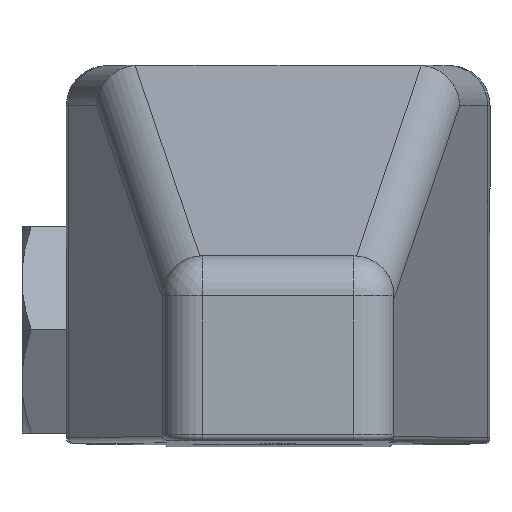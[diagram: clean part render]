
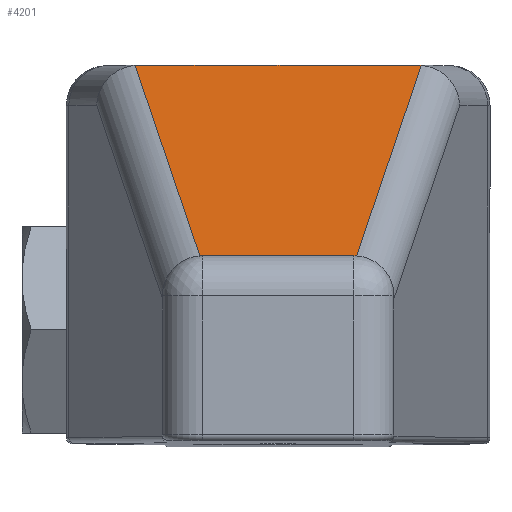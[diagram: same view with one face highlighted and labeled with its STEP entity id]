
A CAD part, top view. The second image highlights one B-rep face of the part: STEP entity #4201.
In plain terms, the highlighted planar face has unit normal (0, 0.906, 0.423).
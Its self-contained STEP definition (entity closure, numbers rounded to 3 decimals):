
#171=DIRECTION('',(-1.,0.,0.));
#172=VECTOR('',#171,11.404);
#173=CARTESIAN_POINT('',(11.557,31.115,17.518));
#174=LINE('',#173,#172);
#236=DIRECTION('',(-1.,0.,0.));
#237=VECTOR('',#236,11.404);
#238=CARTESIAN_POINT('',(-0.153,31.115,17.518));
#239=LINE('',#238,#237);
#1910=CARTESIAN_POINT('',(11.775,31.108,17.533));
#1911=CARTESIAN_POINT('',(11.703,31.113,17.523));
#1912=CARTESIAN_POINT('',(11.63,31.115,17.518));
#1913=CARTESIAN_POINT('',(11.557,31.115,17.518));
#1918=CARTESIAN_POINT('',(6.401,15.235,51.572));
#1919=CARTESIAN_POINT('',(6.342,15.238,51.565));
#1920=CARTESIAN_POINT('',(6.283,15.24,51.562));
#1921=CARTESIAN_POINT('',(6.223,15.24,51.562));
#1926=DIRECTION('',(-1.,0.,0.));
#1927=VECTOR('',#1926,12.446);
#1928=CARTESIAN_POINT('',(6.223,15.24,51.562));
#1929=LINE('',#1928,#1927);
#1933=CARTESIAN_POINT('',(-11.775,31.108,17.533));
#1934=CARTESIAN_POINT('',(-11.703,31.113,17.523));
#1935=CARTESIAN_POINT('',(-11.63,31.115,17.518));
#1936=CARTESIAN_POINT('',(-11.557,31.115,17.518));
#1941=CARTESIAN_POINT('',(0.153,31.115,17.518));
#1942=CARTESIAN_POINT('',(0.051,31.11,17.529));
#1943=CARTESIAN_POINT('',(-0.051,31.11,
17.529));
#1944=CARTESIAN_POINT('',(-0.153,31.115,17.518));
#2037=DIRECTION('',(-0.142,-0.418,0.897));
#2038=VECTOR('',#2037,37.94);
#2039=CARTESIAN_POINT('',(11.775,31.108,17.533));
#2040=LINE('',#2039,#2038);
#2162=CARTESIAN_POINT('',(-6.401,15.235,51.572));
#2163=CARTESIAN_POINT('',(-6.342,15.238,51.565));
#2164=CARTESIAN_POINT('',(-6.283,15.24,51.562));
#2165=CARTESIAN_POINT('',(-6.223,15.24,51.562));
#2192=DIRECTION('',(-0.142,0.418,-0.897));
#2193=VECTOR('',#2192,37.94);
#2194=CARTESIAN_POINT('',(-6.401,15.235,51.572));
#2195=LINE('',#2194,#2193);
#2513=CARTESIAN_POINT('',(11.557,31.115,17.518));
#2514=VERTEX_POINT('',#2513);
#2517=VERTEX_POINT('',#1910);
#2521=CARTESIAN_POINT('',(6.401,15.235,51.572));
#2522=VERTEX_POINT('',#2521);
#2525=CARTESIAN_POINT('',(6.223,15.24,51.562));
#2527=VERTEX_POINT('',#2525);
#2539=CARTESIAN_POINT('',(-6.223,15.24,51.562));
#2540=VERTEX_POINT('',#2539);
#2545=CARTESIAN_POINT('',(-6.401,15.235,51.572));
#2546=CARTESIAN_POINT('',(-11.775,31.108,17.533));
#2547=VERTEX_POINT('',#2545);
#2548=VERTEX_POINT('',#2546);
#2550=CARTESIAN_POINT('',(-11.557,31.115,17.518));
#2552=VERTEX_POINT('',#2550);
#2579=CARTESIAN_POINT('',(0.153,31.115,17.518));
#2580=VERTEX_POINT('',#2579);
#2581=CARTESIAN_POINT('',(-0.153,31.115,17.518));
#2582=VERTEX_POINT('',#2581);
#4178=CARTESIAN_POINT('',(20.948,15.24,51.562));
#4179=DIRECTION('',(0.,-0.906,-0.423));
#4180=DIRECTION('',(0.,0.423,-0.906));
#4181=AXIS2_PLACEMENT_3D('',#4178,#4179,#4180);
#4182=PLANE('',#4181);
#4184=ORIENTED_EDGE('',*,*,#4183,.F.);
#4186=ORIENTED_EDGE('',*,*,#4185,.T.);
#4188=ORIENTED_EDGE('',*,*,#4187,.T.);
#4190=ORIENTED_EDGE('',*,*,#4189,.T.);
#4192=ORIENTED_EDGE('',*,*,#4191,.F.);
#4194=ORIENTED_EDGE('',*,*,#4193,.T.);
#4195=ORIENTED_EDGE('',*,*,#4168,.T.);
#4196=ORIENTED_EDGE('',*,*,#2831,.F.);
#4197=ORIENTED_EDGE('',*,*,#2730,.F.);
#4198=ORIENTED_EDGE('',*,*,#2799,.F.);
#4199=EDGE_LOOP('',(#4184,#4186,#4188,#4190,#4192,#4194,#4195,#4196,#4197,
#4198));
#4200=FACE_OUTER_BOUND('',#4199,.F.);
#1914=B_SPLINE_CURVE_WITH_KNOTS('',3,(#1910,#1911,#1912,#1913),.UNSPECIFIED.,
.F.,.F.,(4,4),(0.,1.),.UNSPECIFIED.);
#1922=B_SPLINE_CURVE_WITH_KNOTS('',3,(#1918,#1919,#1920,#1921),.UNSPECIFIED.,
.F.,.F.,(4,4),(0.,1.),.UNSPECIFIED.);
#1937=B_SPLINE_CURVE_WITH_KNOTS('',3,(#1933,#1934,#1935,#1936),.UNSPECIFIED.,
.F.,.F.,(4,4),(0.,1.),.UNSPECIFIED.);
#1945=B_SPLINE_CURVE_WITH_KNOTS('',3,(#1941,#1942,#1943,#1944),.UNSPECIFIED.,
.F.,.F.,(4,4),(0.,1.),.UNSPECIFIED.);
#2166=B_SPLINE_CURVE_WITH_KNOTS('',3,(#2162,#2163,#2164,#2165),.UNSPECIFIED.,
.F.,.F.,(4,4),(0.,1.),.UNSPECIFIED.);
#2730=EDGE_CURVE('',#2580,#2582,#1945,.T.);
#2799=EDGE_CURVE('',#2514,#2580,#174,.T.);
#2831=EDGE_CURVE('',#2582,#2552,#239,.T.);
#4168=EDGE_CURVE('',#2548,#2552,#1937,.T.);
#4183=EDGE_CURVE('',#2517,#2514,#1914,.T.);
#4185=EDGE_CURVE('',#2517,#2522,#2040,.T.);
#4187=EDGE_CURVE('',#2522,#2527,#1922,.T.);
#4189=EDGE_CURVE('',#2527,#2540,#1929,.T.);
#4191=EDGE_CURVE('',#2547,#2540,#2166,.T.);
#4193=EDGE_CURVE('',#2547,#2548,#2195,.T.);
#4201=ADVANCED_FACE('',(#4200),#4182,.F.);
